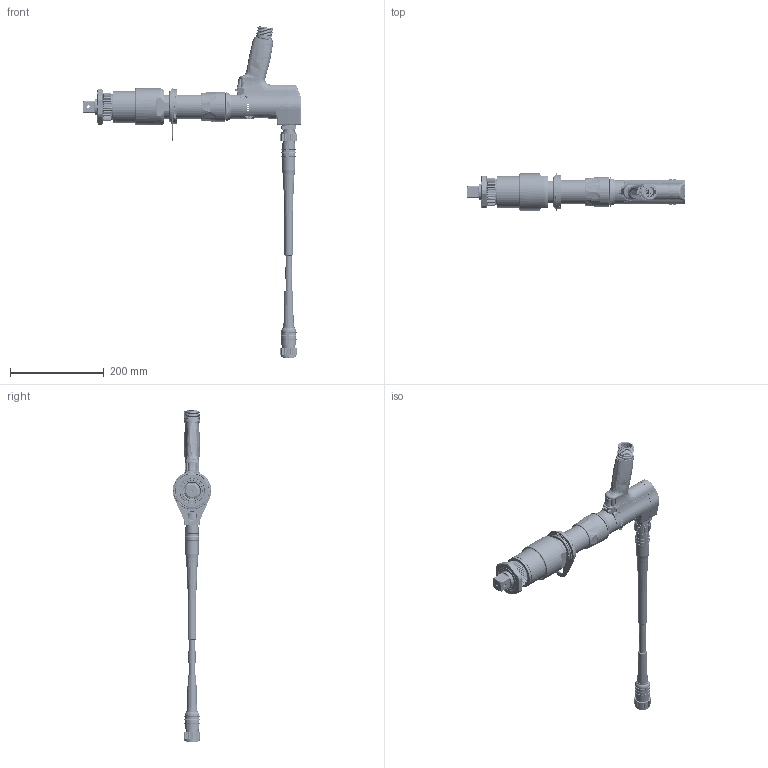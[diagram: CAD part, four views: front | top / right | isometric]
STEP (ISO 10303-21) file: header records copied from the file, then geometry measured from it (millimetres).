
FILE_DESCRIPTION((''),'2;1');
FILE_NAME('EB35PB4-680','2021-03-08T13:55:45',('SXD1216'),(''),'CREO PARAMETRIC BY PTC INC, 2017380','CREO PARAMETRIC BY PTC INC, 2017380','');
FILE_SCHEMA(('CONFIG_CONTROL_DESIGN'));
Length unit declared in the file: inch
Products named in the file (1): EB35PB4-680
Bounding box: 467.79 x 82.55 x 710.2 mm (x, y, z)
Volume: 136806.8 mm3; surface area: 565891 mm2
Topology: 22 solids, 119 shells, 6879 faces, 19762 edges, 12635 vertices
Faces by surface type: plane 2418, cylinder 2189, bspline 829, cone 733, torus 296, extrusion 253, sphere 159, revolution 2
Entity records: 331282 total; most frequent: CARTESIAN_POINT 164613, ORIENTED_EDGE 37436, DIRECTION 29947, EDGE_CURVE 19733, VERTEX_POINT 12632, AXIS2_PLACEMENT_3D 11048, VECTOR 7849, LINE 7596
